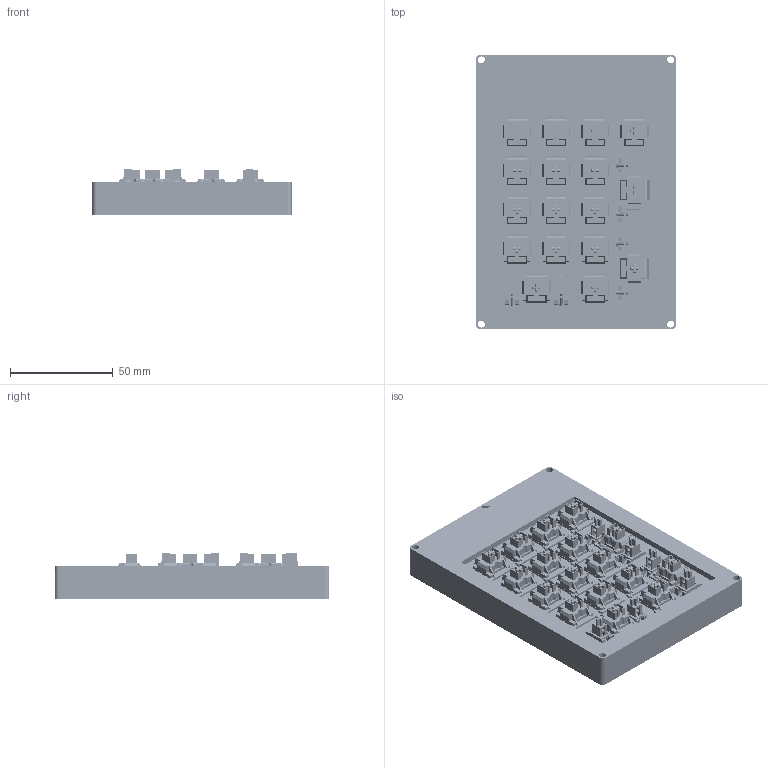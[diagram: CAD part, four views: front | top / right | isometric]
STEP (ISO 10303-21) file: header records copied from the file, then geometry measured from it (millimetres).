
FILE_DESCRIPTION(/* description */ (''),/* implementation_level */ '2;1');
FILE_NAME(/* name */ 'NumPad.step',/* time_stamp */ '2025-08-31T10:35:28+01:00',/* author */ (''),/* organization */ (''),/* preprocessor_version */ 'ST-DEVELOPER v20.1',/* originating_system */ 'Autodesk Translation Framework v14.10.0.0',/* authorisation */ '');
FILE_SCHEMA (('AUTOMOTIVE_DESIGN { 1 0 10303 214 3 1 1 }'));
Products named in the file (45): 2025-08-31-00-25-31-164; NumPad PCB 1; REDragon-MX-ZT02; 2U Stabilizer; NumPad_PCB; REDragon-MX-ZT02_1; REDragon-MX-ZT02_2; REDragon-MX-ZT02_3; REDragon-MX-ZT02_4; REDragon-MX-ZT02_5; REDragon-MX-ZT02_6; REDragon-MX-ZT02_7; REDragon-MX-ZT02_8; REDragon-MX-ZT02_9; 2U Stabilizer_1; REDragon-MX-ZT02_10; REDragon-MX-ZT02_11; 2U Stabilizer_2; 2U Stabilizer Bar; M2 Insert; Stabilizer Insert; Stabilizer Housing; REDragon-MX-ZT02_12; REDragon-MX-ZT02_13; REDragon-MX-ZT02_14; REDragon-MX-ZT02_15; D_DO-35_SOD27_P7.62mm_Horizontal; REDragon-MX-ZT02_16; Body; Button; Pins; Seeed Studio XIAO RP2040; main; type-c v2; smd_button v3; SK6805-2.4x2.7 v1; Shell; DOUT; DIN; VSS ...
Assembly tree (124 placements, depth 6):
  2025-08-31-00-25-31-164
    NumPad PCB 1
      D_DO-35_SOD27_P7.62mm_Horizontal  x16
      REDragon-MX-ZT02
        Body
        Button
        Pins
      2U Stabilizer
        Stabilizer Housing  x2
        M2 Insert  x2
        Stabilizer Insert  x2
        2U Stabilizer Bar
      NumPad_PCB
      REDragon-MX-ZT02_1
        Body
        Button
        Pins
      REDragon-MX-ZT02_2
        Body
        Button
        Pins
      REDragon-MX-ZT02_3
        Body
        Button
        Pins
      REDragon-MX-ZT02_4
        Body
        Button
        Pins
      REDragon-MX-ZT02_5
        Body
        Button
        Pins
      REDragon-MX-ZT02_6
        Body
        Button
        Pins
      REDragon-MX-ZT02_7
        Body
        Button
        Pins
      REDragon-MX-ZT02_8
        Body
        Button
        Pins
      REDragon-MX-ZT02_9
        Body
        Button
        Pins
      2U Stabilizer_1
        Stabilizer Housing  x2
        M2 Insert  x2
        Stabilizer Insert  x2
        2U Stabilizer Bar
      REDragon-MX-ZT02_10
        Body
        Button
        Pins
      REDragon-MX-ZT02_11
        Body
Bounding box: 97.09 x 133.82 x 22.29 mm (x, y, z)
Volume: 131593.4 mm3; surface area: 119632.3 mm2
Topology: 208 solids, 208 shells, 6707 faces, 17983 edges, 11829 vertices
Faces by surface type: plane 4633, cylinder 1744, bspline 203, torus 88, cone 29, sphere 10
Full cylindrical faces by diameter (mm): 0.4 x1, 0.5 x50, 0.8 x46, 0.889 x14, 1 x34, 1.35 x9, 1.5 x36, 1.7 x34, 2 x93, 2.02 x16, 2.75 x6, 3.05 x6, 3.4 x8, 3.8 x17, 4 x23
Entity records: 72121 total; most frequent: CARTESIAN_POINT 16187, ORIENTED_EDGE 11336, DIRECTION 10811, EDGE_CURVE 5668, LINE 3983, VECTOR 3983, VERTEX_POINT 3736, AXIS2_PLACEMENT_3D 3414
